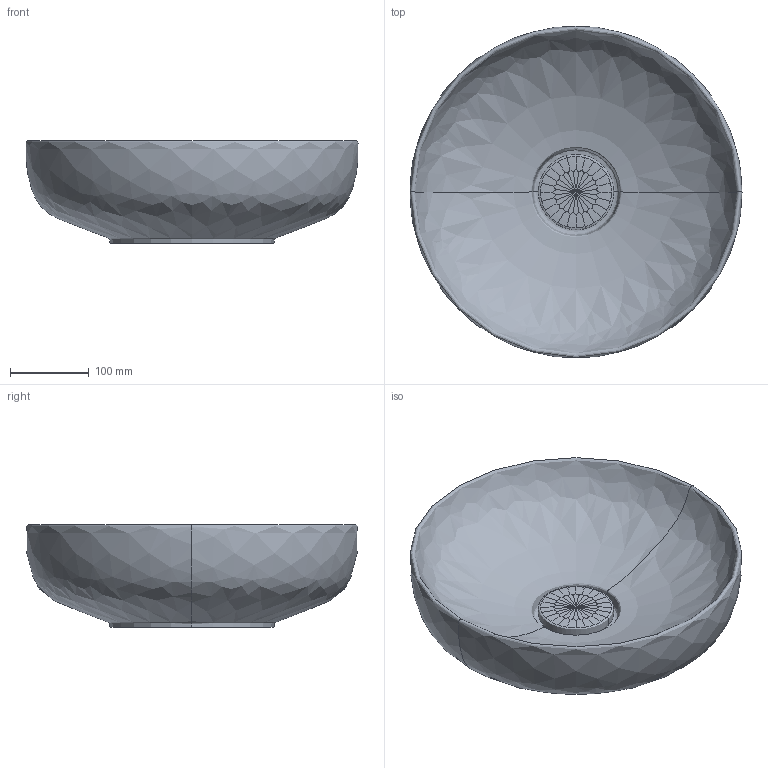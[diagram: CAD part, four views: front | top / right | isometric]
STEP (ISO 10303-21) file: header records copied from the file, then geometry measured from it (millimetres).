
FILE_DESCRIPTION(/* description */ (''),/* implementation_level */ '2;1');
FILE_NAME(/* name */ '6342',/* time_stamp */ '2025-07-04T19:10:42+03:00',/* author */ (''),/* organization */ (''),/* preprocessor_version */ 'ST-DEVELOPER v16.5',/* originating_system */ '',/* authorisation */ '');
FILE_SCHEMA (('AUTOMOTIVE_DESIGN_CC2'));
Length unit declared in the file: millimetre
Products named in the file (1): Document
Bounding box: 420.53 x 419.74 x 129.93 mm (x, y, z)
Surface area: 408005.8 mm2 (no closed solid volume)
Topology: 0 solids, 2 shells, 100 faces, 248 edges, 150 vertices
Faces by surface type: bspline 100
Entity records: 12648 total; most frequent: CARTESIAN_POINT 11076, ORIENTED_EDGE 492, EDGE_CURVE 248, B_SPLINE_CURVE_WITH_KNOTS 248, VERTEX_POINT 150, ADVANCED_FACE 100, FACE_OUTER_BOUND 100, EDGE_LOOP 100
